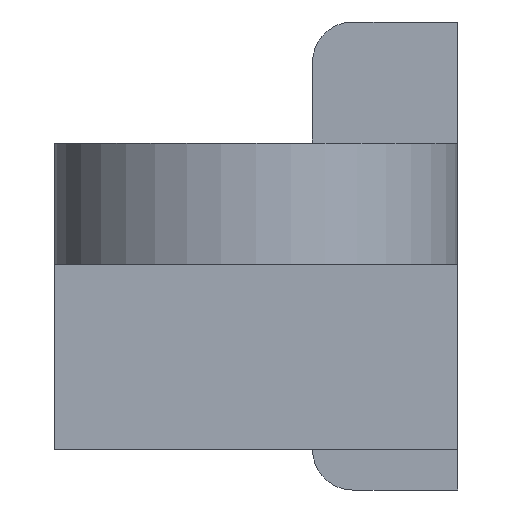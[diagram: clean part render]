
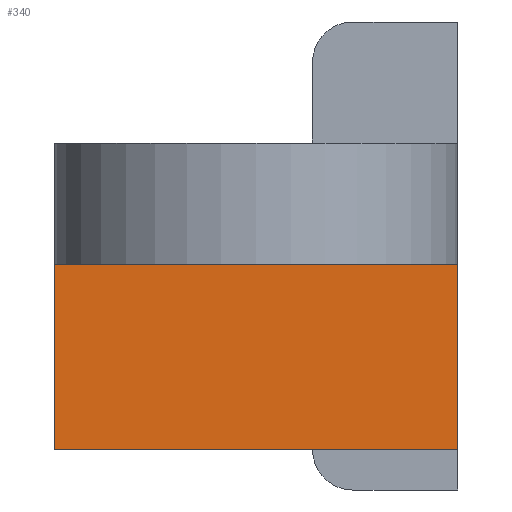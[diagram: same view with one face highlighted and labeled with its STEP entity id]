
A CAD part, left-side view. The second image highlights one B-rep face of the part: STEP entity #340.
In plain terms, the highlighted planar face has unit normal (-1, 0, 0).
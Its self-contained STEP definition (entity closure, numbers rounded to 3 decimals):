
#23=PLANE('',#378);
#40=FACE_OUTER_BOUND('',#58,.T.);
#58=EDGE_LOOP('',(#273,#274,#275,#276));
#93=LINE('',#547,#132);
#94=LINE('',#549,#133);
#95=LINE('',#551,#134);
#96=LINE('',#552,#135);
#132=VECTOR('',#447,10.);
#133=VECTOR('',#448,10.);
#134=VECTOR('',#449,10.);
#135=VECTOR('',#450,10.);
#177=VERTEX_POINT('',#545);
#178=VERTEX_POINT('',#546);
#179=VERTEX_POINT('',#548);
#180=VERTEX_POINT('',#550);
#216=EDGE_CURVE('',#177,#178,#93,.T.);
#217=EDGE_CURVE('',#179,#177,#94,.T.);
#218=EDGE_CURVE('',#180,#179,#95,.T.);
#219=EDGE_CURVE('',#178,#180,#96,.T.);
#273=ORIENTED_EDGE('',*,*,#216,.F.);
#274=ORIENTED_EDGE('',*,*,#217,.F.);
#275=ORIENTED_EDGE('',*,*,#218,.F.);
#276=ORIENTED_EDGE('',*,*,#219,.F.);
#340=ADVANCED_FACE('',(#40),#23,.F.);
#378=AXIS2_PLACEMENT_3D('',#544,#445,#446);
#445=DIRECTION('center_axis',(1.,0.,0.));
#446=DIRECTION('ref_axis',(0.,0.,1.));
#447=DIRECTION('',(0.,0.,1.));
#448=DIRECTION('',(0.,1.,0.));
#449=DIRECTION('',(0.,0.,-1.));
#450=DIRECTION('',(0.,-1.,0.));
#544=CARTESIAN_POINT('Origin',(-3.,10.,-10.6));
#545=CARTESIAN_POINT('',(-3.,10.,-10.6));
#546=CARTESIAN_POINT('',(-3.,10.,-6.));
#547=CARTESIAN_POINT('',(-3.,10.,-8.95));
#548=CARTESIAN_POINT('',(-3.,0.,-10.6));
#549=CARTESIAN_POINT('',(-3.,10.,-10.6));
#550=CARTESIAN_POINT('',(-3.,0.,-6.));
#551=CARTESIAN_POINT('',(-3.,0.,-5.3));
#552=CARTESIAN_POINT('',(-3.,10.,-6.));
